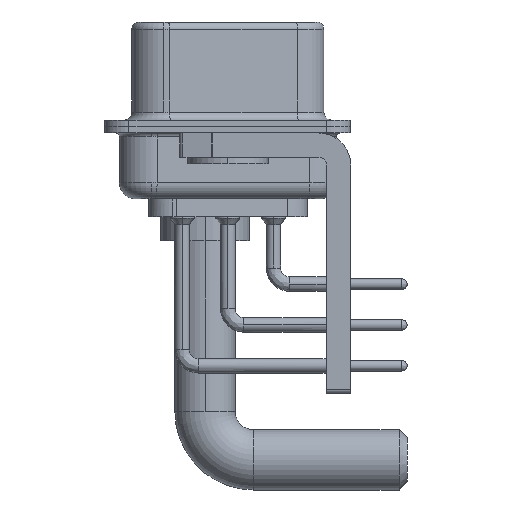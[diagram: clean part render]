
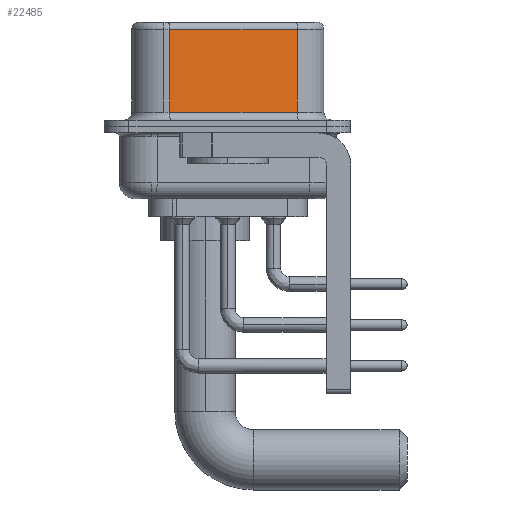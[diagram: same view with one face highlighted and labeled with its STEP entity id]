
A CAD part, left-side view. The second image highlights one B-rep face of the part: STEP entity #22485.
In plain terms, the highlighted planar face has unit normal (-0.985, -0.174, 0).
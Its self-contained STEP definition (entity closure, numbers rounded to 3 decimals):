
#155 = LINE ( 'NONE', #14232, #30277 ) ;
#1206 = VERTEX_POINT ( 'NONE', #2241 ) ;
#2218 = VERTEX_POINT ( 'NONE', #9580 ) ;
#2241 = CARTESIAN_POINT ( 'NONE',  ( 3.73, 3.628, 6.02 ) ) ;
#3496 = VECTOR ( 'NONE', #5918, 1000. ) ;
#3914 = DIRECTION ( 'NONE',  ( -0.174, 0.985, 0. ) ) ;
#4467 = ORIENTED_EDGE ( 'NONE', *, *, #20321, .T. ) ;
#5055 = VERTEX_POINT ( 'NONE', #21425 ) ;
#5918 = DIRECTION ( 'NONE',  ( -0.174, 0.985, 0. ) ) ;
#8370 = ORIENTED_EDGE ( 'NONE', *, *, #22819, .T. ) ;
#9580 = CARTESIAN_POINT ( 'NONE',  ( 5.132, -4.322, 6.02 ) ) ;
#10821 = DIRECTION ( 'NONE',  ( 0., 0., -1. ) ) ;
#11575 = DIRECTION ( 'NONE',  ( 0.174, -0.985, 0. ) ) ;
#12644 = EDGE_LOOP ( 'NONE', ( #33822, #8370, #4467, #17952 ) ) ;
#14232 = CARTESIAN_POINT ( 'NONE',  ( 5.132, -4.322, 0.9 ) ) ;
#15449 = LINE ( 'NONE', #21575, #33199 ) ;
#16026 = AXIS2_PLACEMENT_3D ( 'NONE', #29365, #35169, #3914 ) ;
#16907 = VERTEX_POINT ( 'NONE', #35480 ) ;
#17952 = ORIENTED_EDGE ( 'NONE', *, *, #21112, .T. ) ;
#17957 = FACE_OUTER_BOUND ( 'NONE', #12644, .T. ) ;
#20321 = EDGE_CURVE ( 'NONE', #1206, #5055, #15449, .T. ) ;
#21112 = EDGE_CURVE ( 'NONE', #5055, #16907, #155, .T. ) ;
#21425 = CARTESIAN_POINT ( 'NONE',  ( 3.73, 3.628, 0.9 ) ) ;
#21575 = CARTESIAN_POINT ( 'NONE',  ( 3.73, 3.628, 6.52 ) ) ;
#22485 = ADVANCED_FACE ( 'NONE', ( #17957 ), #27287, .F. ) ;
#22594 = LINE ( 'NONE', #31221, #33107 ) ;
#22819 = EDGE_CURVE ( 'NONE', #2218, #1206, #25949, .T. ) ;
#25949 = LINE ( 'NONE', #37004, #3496 ) ;
#27287 = PLANE ( 'NONE',  #16026 ) ;
#29365 = CARTESIAN_POINT ( 'NONE',  ( 5.132, -4.322, 6.52 ) ) ;
#30006 = DIRECTION ( 'NONE',  ( 0., 0., -1. ) ) ;
#30277 = VECTOR ( 'NONE', #11575, 1000. ) ;
#30960 = EDGE_CURVE ( 'NONE', #2218, #16907, #22594, .T. ) ;
#31221 = CARTESIAN_POINT ( 'NONE',  ( 5.132, -4.322, 6.52 ) ) ;
#33107 = VECTOR ( 'NONE', #10821, 1000. ) ;
#33199 = VECTOR ( 'NONE', #30006, 1000. ) ;
#33822 = ORIENTED_EDGE ( 'NONE', *, *, #30960, .F. ) ;
#35169 = DIRECTION ( 'NONE',  ( 0.985, 0.174, 0. ) ) ;
#35480 = CARTESIAN_POINT ( 'NONE',  ( 5.132, -4.322, 0.9 ) ) ;
#37004 = CARTESIAN_POINT ( 'NONE',  ( 5.132, -4.322, 6.02 ) ) ;
